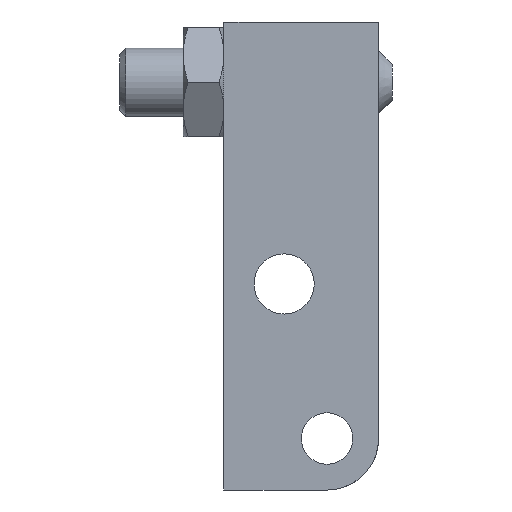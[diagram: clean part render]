
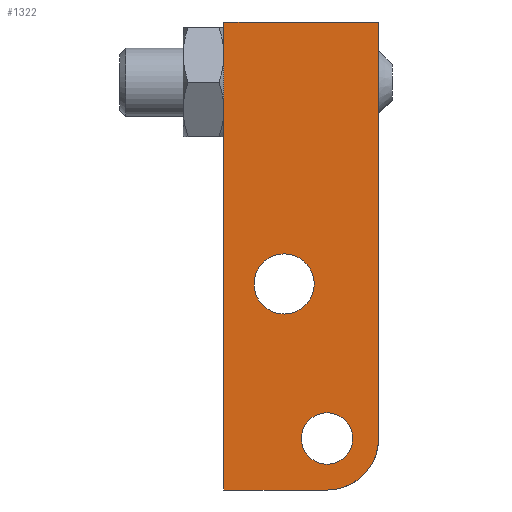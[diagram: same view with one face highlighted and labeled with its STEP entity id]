
A CAD part, left-side view. The second image highlights one B-rep face of the part: STEP entity #1322.
In plain terms, the highlighted planar face has unit normal (-1, 0, 0).
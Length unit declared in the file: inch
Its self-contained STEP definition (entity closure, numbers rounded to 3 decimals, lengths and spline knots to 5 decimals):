
#16=CARTESIAN_POINT('',(-0.2755,0.236,0.236));
#17=DIRECTION('',(1.,0.,0.));
#18=DIRECTION('',(0.,0.,-1.));
#19=AXIS2_PLACEMENT_3D('',#16,#17,#18);
#25=CARTESIAN_POINT('',(-0.2755,0.236,0.236));
#26=DIRECTION('',(1.,0.,0.));
#27=DIRECTION('',(0.,0.,1.));
#28=AXIS2_PLACEMENT_3D('',#25,#26,#27);
#33=CARTESIAN_POINT('',(-0.2755,0.433,0.945));
#34=DIRECTION('',(1.,0.,0.));
#35=DIRECTION('',(0.,0.,-1.));
#36=AXIS2_PLACEMENT_3D('',#33,#34,#35);
#41=CARTESIAN_POINT('',(-0.2755,0.433,0.945));
#42=DIRECTION('',(1.,0.,0.));
#43=DIRECTION('',(0.,0.,1.));
#44=AXIS2_PLACEMENT_3D('',#41,#42,#43);
#49=DIRECTION('',(0.,-1.,0.));
#50=VECTOR('',#49,0.709);
#51=CARTESIAN_POINT('',(-0.2755,0.709,2.146));
#52=LINE('',#51,#50);
#56=DIRECTION('',(0.,0.,-1.));
#57=VECTOR('',#56,1.91);
#58=CARTESIAN_POINT('',(-0.2755,0.,2.146));
#59=LINE('',#58,#57);
#63=CARTESIAN_POINT('',(-0.2755,0.236,0.236));
#64=DIRECTION('',(-1.,0.,0.));
#65=DIRECTION('',(0.,0.,-1.));
#66=AXIS2_PLACEMENT_3D('',#63,#64,#65);
#71=DIRECTION('',(0.,1.,0.));
#72=VECTOR('',#71,0.473);
#73=CARTESIAN_POINT('',(-0.2755,0.236,0.));
#74=LINE('',#73,#72);
#235=DIRECTION('',(0.,0.,-1.));
#236=VECTOR('',#235,2.146);
#237=CARTESIAN_POINT('',(-0.2755,0.709,2.146));
#238=LINE('',#237,#236);
#1137=CARTESIAN_POINT('',(-0.2755,0.709,2.146));
#1138=CARTESIAN_POINT('',(-0.2755,0.,2.146));
#1139=VERTEX_POINT('',#1137);
#1140=VERTEX_POINT('',#1138);
#1145=CARTESIAN_POINT('',(-0.2755,0.709,0.));
#1147=VERTEX_POINT('',#1145);
#1149=CARTESIAN_POINT('',(-0.2755,0.236,0.118));
#1150=CARTESIAN_POINT('',(-0.2755,0.236,0.354));
#1151=VERTEX_POINT('',#1149);
#1152=VERTEX_POINT('',#1150);
#1157=CARTESIAN_POINT('',(-0.2755,0.433,0.807));
#1158=CARTESIAN_POINT('',(-0.2755,0.433,1.083));
#1159=VERTEX_POINT('',#1157);
#1160=VERTEX_POINT('',#1158);
#1165=CARTESIAN_POINT('',(-0.2755,0.236,0.));
#1166=CARTESIAN_POINT('',(-0.2755,0.,0.236));
#1167=VERTEX_POINT('',#1165);
#1168=VERTEX_POINT('',#1166);
#1293=CARTESIAN_POINT('',(-0.2755,0.,0.));
#1294=DIRECTION('',(1.,0.,0.));
#1295=DIRECTION('',(0.,0.,-1.));
#1296=AXIS2_PLACEMENT_3D('',#1293,#1294,#1295);
#1297=PLANE('',#1296);
#1299=ORIENTED_EDGE('',*,*,#1298,.F.);
#1301=ORIENTED_EDGE('',*,*,#1300,.T.);
#1303=ORIENTED_EDGE('',*,*,#1302,.T.);
#1305=ORIENTED_EDGE('',*,*,#1304,.F.);
#1307=ORIENTED_EDGE('',*,*,#1306,.T.);
#1308=EDGE_LOOP('',(#1299,#1301,#1303,#1305,#1307));
#1309=FACE_OUTER_BOUND('',#1308,.F.);
#1311=ORIENTED_EDGE('',*,*,#1310,.F.);
#1313=ORIENTED_EDGE('',*,*,#1312,.F.);
#1314=EDGE_LOOP('',(#1311,#1313));
#1315=FACE_BOUND('',#1314,.F.);
#1317=ORIENTED_EDGE('',*,*,#1316,.F.);
#1319=ORIENTED_EDGE('',*,*,#1318,.F.);
#1320=EDGE_LOOP('',(#1317,#1319));
#1321=FACE_BOUND('',#1320,.F.);
#20=CIRCLE('',#19,0.118);
#29=CIRCLE('',#28,0.118);
#37=CIRCLE('',#36,0.138);
#45=CIRCLE('',#44,0.138);
#67=CIRCLE('',#66,0.236);
#1298=EDGE_CURVE('',#1139,#1147,#238,.T.);
#1300=EDGE_CURVE('',#1139,#1140,#52,.T.);
#1302=EDGE_CURVE('',#1140,#1168,#59,.T.);
#1304=EDGE_CURVE('',#1167,#1168,#67,.T.);
#1306=EDGE_CURVE('',#1167,#1147,#74,.T.);
#1310=EDGE_CURVE('',#1159,#1160,#37,.T.);
#1312=EDGE_CURVE('',#1160,#1159,#45,.T.);
#1316=EDGE_CURVE('',#1151,#1152,#20,.T.);
#1318=EDGE_CURVE('',#1152,#1151,#29,.T.);
#1322=ADVANCED_FACE('',(#1309,#1315,#1321),#1297,.F.);
